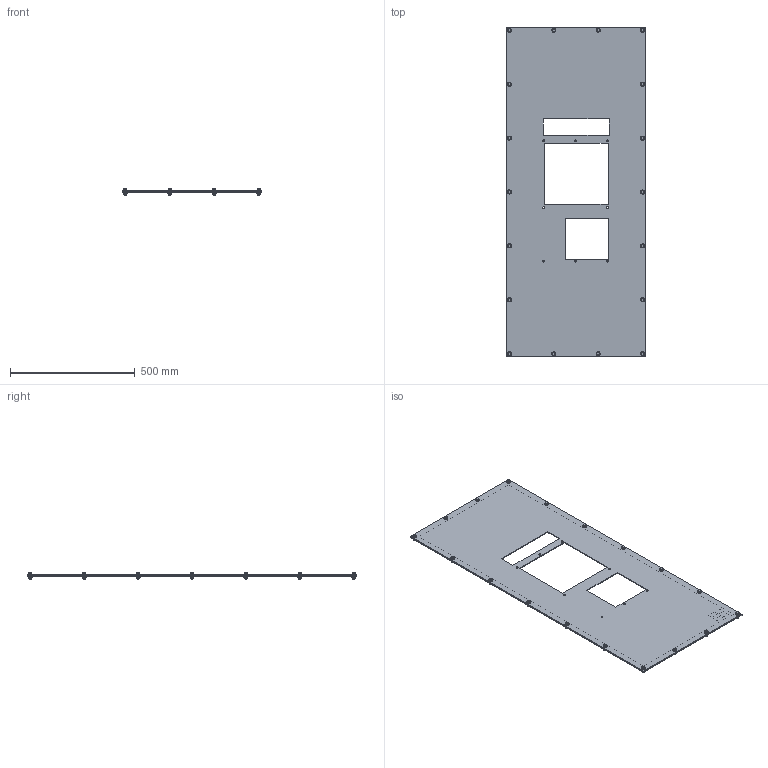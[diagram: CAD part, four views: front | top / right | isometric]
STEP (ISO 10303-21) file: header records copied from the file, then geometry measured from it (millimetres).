
FILE_DESCRIPTION(/* description */ ('52" X 22" COVER PLATE'),/* implementation_level */ '2;1');
FILE_NAME(/* name */ 'D52CVPKN34C3DP24.stp',/* time_stamp */ '2017-10-11T15:28:55+06:00',/* author */ ('vdas'),/* organization */ (''),/* preprocessor_version */ 'ST-DEVELOPER v16.1',/* originating_system */ 'Autodesk Inventor 2016',/* authorisation */ '');
FILE_SCHEMA (('AUTOMOTIVE_DESIGN { 1 0 10303 214 3 1 1 }'));
Length unit declared in the file: inch
Products named in the file (9): D52CVPKN34C3DP24; D5222CVPGSKT; 30221; 3905; 3907; 34929; 10 GA TO 14 GA w 0.125 Comp; 34466; D52CVPKN34C3DP24_1
Assembly tree (25 placements, depth 3):
  D52CVPKN34C3DP24_1
    D52CVPKN34C3DP24
    D5222CVPGSKT
    10 GA TO 14 GA w 0.125 Comp  x18
      30221
      3905
      3907
      34929
    34466
Bounding box: 558.8 x 1320.8 x 24.22 mm (x, y, z)
Volume: 2329448.8 mm3; surface area: 1533247.5 mm2
Topology: 75 solids, 75 shells, 1062 faces, 2289 edges, 1418 vertices
Faces by surface type: plane 560, cylinder 232, cone 198, bspline 36, torus 36
Full cylindrical faces by diameter (mm): 4.978 x18, 5.556 x18, 5.969 x18, 6.35 x18, 6.985 x18, 7.144 x18, 7.366 x18, 7.938 x8, 11.049 x18, 11.125 x18, 15.24 x18, 15.875 x18, 16.51 x18, 44.45 x1, 44.958 x1
Entity records: 5218 total; most frequent: CARTESIAN_POINT 896, DIRECTION 843, ORIENTED_EDGE 674, AXIS2_PLACEMENT_3D 339, EDGE_CURVE 337, EDGE_LOOP 333, VERTEX_POINT 260, FACE_BOUND 172
